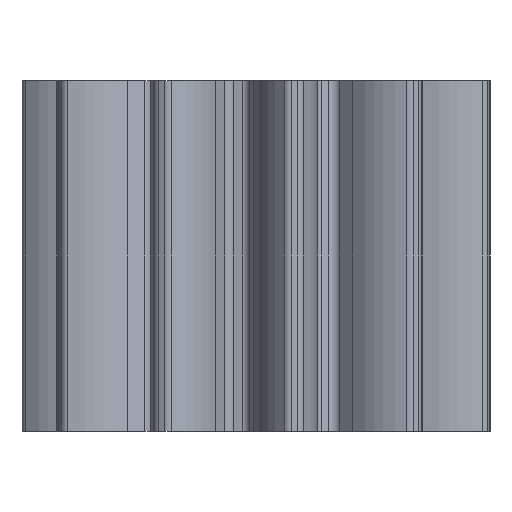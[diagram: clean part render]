
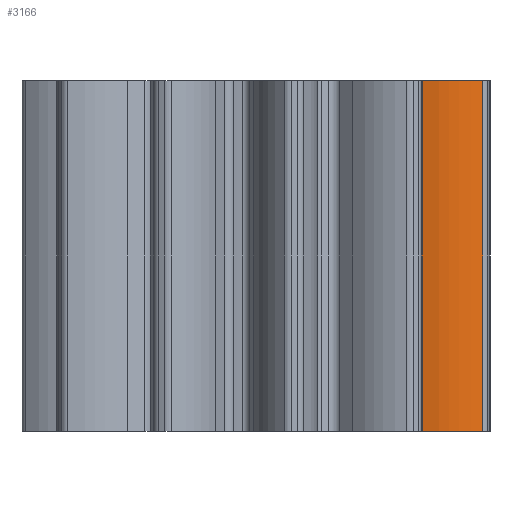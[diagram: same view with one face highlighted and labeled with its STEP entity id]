
A CAD part, front view. The second image highlights one B-rep face of the part: STEP entity #3166.
In plain terms, the highlighted free-form (B-spline) face has degree [3, 1] with [5, 2] control points.
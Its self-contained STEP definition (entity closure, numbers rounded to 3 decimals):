
#10 = CARTESIAN_POINT ( 'NONE',  ( 2.433, -0.909, 0. ) ) ;
#11 = CARTESIAN_POINT ( 'NONE',  ( 2.543, -0.863, 0. ) ) ;
#12 = CARTESIAN_POINT ( 'NONE',  ( 1.85, -0.924, 4. ) ) ;
#13 = CARTESIAN_POINT ( 'NONE',  ( 1.963, -0.949, 4. ) ) ;
#14 = CARTESIAN_POINT ( 'NONE',  ( 2.201, -0.969, 4. ) ) ;
#15 = CARTESIAN_POINT ( 'NONE',  ( 2.433, -0.909, 4. ) ) ;
#16 = CARTESIAN_POINT ( 'NONE',  ( 2.543, -0.863, 4. ) ) ;
#303 = CARTESIAN_POINT ( 'NONE',  ( 1.85, -0.924, 4. ) ) ;
#304 = CARTESIAN_POINT ( 'NONE',  ( 1.85, -0.924, 0. ) ) ;
#305 = CARTESIAN_POINT ( 'NONE',  ( 1.963, -0.949, 4. ) ) ;
#306 = CARTESIAN_POINT ( 'NONE',  ( 1.963, -0.949, 0. ) ) ;
#307 = CARTESIAN_POINT ( 'NONE',  ( 2.201, -0.969, 4. ) ) ;
#308 = CARTESIAN_POINT ( 'NONE',  ( 2.201, -0.969, 0. ) ) ;
#309 = CARTESIAN_POINT ( 'NONE',  ( 2.433, -0.909, 4. ) ) ;
#310 = CARTESIAN_POINT ( 'NONE',  ( 2.433, -0.909, 0. ) ) ;
#311 = CARTESIAN_POINT ( 'NONE',  ( 2.543, -0.863, 4. ) ) ;
#312 = CARTESIAN_POINT ( 'NONE',  ( 2.543, -0.863, 0. ) ) ;
#504 = VERTEX_POINT ( 'NONE', #2681 ) ;
#506 = VERTEX_POINT ( 'NONE', #2683 ) ;
#731 = EDGE_LOOP ( 'NONE', ( #2340, #2342, #2341, #2343 ) ) ;
#1661 = VECTOR ( 'NONE', #4565, 1000. ) ;
#1664 = VECTOR ( 'NONE', #4574, 1000. ) ;
#1786 = FACE_OUTER_BOUND ( 'NONE', #731, .T. ) ;
#1890 = B_SPLINE_SURFACE_WITH_KNOTS ( 'NONE', 3, 1, ( 
 ( #303, #304 ),
 ( #305, #306 ),
 ( #307, #308 ),
 ( #309, #310 ),
 ( #311, #312 ) ),
 .UNSPECIFIED., .F., .F., .F.,
 ( 4, 1, 4 ),
 ( 2, 2 ),
 ( 0., 8.332, 16.822 ),
 ( 0., 1. ),
 .UNSPECIFIED. ) ;
#1895 = VERTEX_POINT ( 'NONE', #4454 ) ;
#1896 = VERTEX_POINT ( 'NONE', #4455 ) ;
#2340 = ORIENTED_EDGE ( 'NONE', *, *, #3093, .T. ) ;
#2341 = ORIENTED_EDGE ( 'NONE', *, *, #3094, .F. ) ;
#2342 = ORIENTED_EDGE ( 'NONE', *, *, #3092, .F. ) ;
#2343 = ORIENTED_EDGE ( 'NONE', *, *, #3089, .T. ) ;
#2681 = CARTESIAN_POINT ( 'NONE',  ( 1.85, -0.924, 0. ) ) ;
#2683 = CARTESIAN_POINT ( 'NONE',  ( 1.85, -0.924, 4. ) ) ;
#3089 = EDGE_CURVE ( 'NONE', #506, #504, #4563, .T. ) ;
#3092 = EDGE_CURVE ( 'NONE', #1896, #1895, #4572, .T. ) ;
#3093 = EDGE_CURVE ( 'NONE', #504, #1895, #3415, .T. ) ;
#3094 = EDGE_CURVE ( 'NONE', #506, #1896, #3416, .T. ) ;
#3166 = ADVANCED_FACE ( 'NONE', ( #1786 ), #1890, .F. ) ;
#3415 = B_SPLINE_CURVE_WITH_KNOTS ( 'NONE', 3,
 ( #4562, #4575, #4576, #10, #11 ),
 .UNSPECIFIED., .F., .F.,
 ( 4, 1, 4 ),
 ( 0., 8.332, 16.822 ),
 .UNSPECIFIED. ) ;
#3416 = B_SPLINE_CURVE_WITH_KNOTS ( 'NONE', 3,
 ( #12, #13, #14, #15, #16 ),
 .UNSPECIFIED., .F., .F.,
 ( 4, 1, 4 ),
 ( 0., 8.332, 16.822 ),
 .UNSPECIFIED. ) ;
#4454 = CARTESIAN_POINT ( 'NONE',  ( 2.543, -0.863, 0. ) ) ;
#4455 = CARTESIAN_POINT ( 'NONE',  ( 2.543, -0.863, 4. ) ) ;
#4562 = CARTESIAN_POINT ( 'NONE',  ( 1.85, -0.924, 0. ) ) ;
#4563 = LINE ( 'NONE', #4564, #1661 ) ;
#4564 = CARTESIAN_POINT ( 'NONE',  ( 1.85, -0.924, 4. ) ) ;
#4565 = DIRECTION ( 'NONE',  ( 0., 0., -1. ) ) ;
#4572 = LINE ( 'NONE', #4573, #1664 ) ;
#4573 = CARTESIAN_POINT ( 'NONE',  ( 2.543, -0.863, 4. ) ) ;
#4574 = DIRECTION ( 'NONE',  ( 0., 0., -1. ) ) ;
#4575 = CARTESIAN_POINT ( 'NONE',  ( 1.963, -0.949, 0. ) ) ;
#4576 = CARTESIAN_POINT ( 'NONE',  ( 2.201, -0.969, 0. ) ) ;
